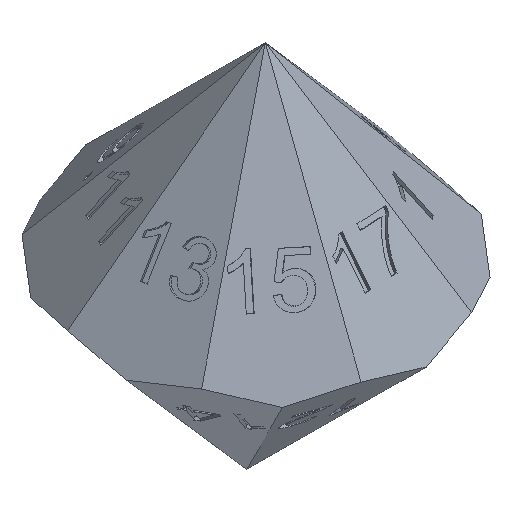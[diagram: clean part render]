
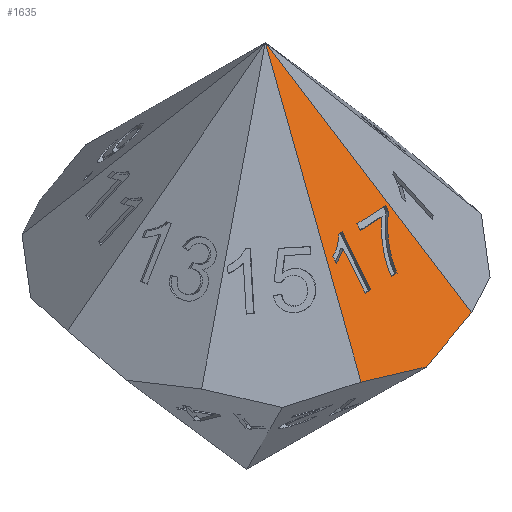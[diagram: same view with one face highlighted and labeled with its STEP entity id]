
A CAD part, isometric view. The second image highlights one B-rep face of the part: STEP entity #1635.
In plain terms, the highlighted planar face has unit normal (0.014, -0.803, 0.596).
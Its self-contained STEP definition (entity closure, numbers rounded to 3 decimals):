
#650=CARTESIAN_POINT('',(-25.061,-26.705,2.273));
#651=VERTEX_POINT('',#650);
#659=CARTESIAN_POINT('',(-21.321,-27.211,1.505));
#660=VERTEX_POINT('',#659);
#667=CARTESIAN_POINT('',(-25.061,-26.705,2.273));
#668=DIRECTION('',(0.971,-0.131,-0.2));
#669=VECTOR('',#668,3.851);
#670=LINE('',#667,#669);
#671=EDGE_CURVE('',#651,#660,#670,.T.);
#865=CARTESIAN_POINT('',(-17.637,-26.504,2.372));
#866=VERTEX_POINT('',#865);
#875=CARTESIAN_POINT('',(-21.321,-27.211,1.505));
#876=DIRECTION('',(0.957,0.184,0.225));
#877=VECTOR('',#876,3.851);
#878=LINE('',#875,#877);
#879=EDGE_CURVE('',#660,#866,#878,.T.);
#1468=CARTESIAN_POINT('',(-20.896,-36.664,-11.24));
#1469=DIRECTION('',(0.014,-0.803,0.596));
#1470=DIRECTION('',(0.027,-0.596,-0.803));
#1471=AXIS2_PLACEMENT_3D('',#1468,#1469,#1470);
#1472=PLANE('',#1471);
#1473=CARTESIAN_POINT('',(-22.394,-22.793,7.483));
#1474=VERTEX_POINT('',#1473);
#1475=CARTESIAN_POINT('',(-22.303,-24.585,5.066));
#1476=VERTEX_POINT('',#1475);
#1477=CARTESIAN_POINT('',(-22.394,-22.793,7.483));
#1478=DIRECTION('',(0.03,-0.595,-0.803));
#1479=VECTOR('',#1478,3.01);
#1480=LINE('',#1477,#1479);
#1481=EDGE_CURVE('',#1474,#1476,#1480,.T.);
#1482=ORIENTED_EDGE('',*,*,#1481,.T.);
#1483=CARTESIAN_POINT('',(-22.671,-24.596,5.06));
#1484=VERTEX_POINT('',#1483);
#1485=CARTESIAN_POINT('',(-22.303,-24.585,5.066));
#1486=DIRECTION('',(-0.999,-0.029,-0.016));
#1487=VECTOR('',#1486,0.368);
#1488=LINE('',#1485,#1487);
#1489=EDGE_CURVE('',#1476,#1484,#1488,.T.);
#1490=ORIENTED_EDGE('',*,*,#1489,.T.);
#1491=CARTESIAN_POINT('',(-22.742,-23.199,6.943));
#1492=VERTEX_POINT('',#1491);
#1493=CARTESIAN_POINT('',(-22.671,-24.596,5.06));
#1494=DIRECTION('',(-0.03,0.595,0.803));
#1495=VECTOR('',#1494,2.346);
#1496=LINE('',#1493,#1495);
#1497=EDGE_CURVE('',#1484,#1492,#1496,.T.);
#1498=ORIENTED_EDGE('',*,*,#1497,.T.);
#1499=CARTESIAN_POINT('',(-23.464,-23.485,6.575));
#1500=VERTEX_POINT('',#1499);
#1501=CARTESIAN_POINT('',(-22.742,-23.199,6.943));
#1502=CARTESIAN_POINT('',(-22.828,-23.252,6.874));
#1503=CARTESIAN_POINT('',(-22.942,-23.306,6.804));
#1504=CARTESIAN_POINT('',(-23.083,-23.36,6.734));
#1505=CARTESIAN_POINT('',(-23.224,-23.415,6.664));
#1506=CARTESIAN_POINT('',(-23.351,-23.456,6.611));
#1507=CARTESIAN_POINT('',(-23.464,-23.485,6.575));
#1508=B_SPLINE_CURVE_WITH_KNOTS('',3,(#1501,#1502,#1503,#1504,#1505,#1506,#1507),.UNSPECIFIED.,.F.,.F.,(4,3,4),(0.,0.5,1.),.UNSPECIFIED.);
#1509=EDGE_CURVE('',#1492,#1500,#1508,.T.);
#1510=ORIENTED_EDGE('',*,*,#1509,.T.);
#1511=CARTESIAN_POINT('',(-23.475,-23.273,6.861));
#1512=VERTEX_POINT('',#1511);
#1513=CARTESIAN_POINT('',(-23.464,-23.485,6.575));
#1514=DIRECTION('',(-0.03,0.595,0.803));
#1515=VECTOR('',#1514,0.356);
#1516=LINE('',#1513,#1515);
#1517=EDGE_CURVE('',#1500,#1512,#1516,.T.);
#1518=ORIENTED_EDGE('',*,*,#1517,.T.);
#1519=CARTESIAN_POINT('',(-22.631,-22.799,7.479));
#1520=VERTEX_POINT('',#1519);
#1521=CARTESIAN_POINT('',(-23.475,-23.273,6.861));
#1522=CARTESIAN_POINT('',(-23.272,-23.209,6.942));
#1523=CARTESIAN_POINT('',(-23.096,-23.134,7.039));
#1524=CARTESIAN_POINT('',(-22.946,-23.048,7.152));
#1525=CARTESIAN_POINT('',(-22.796,-22.961,7.265));
#1526=CARTESIAN_POINT('',(-22.691,-22.878,7.374));
#1527=CARTESIAN_POINT('',(-22.631,-22.799,7.479));
#1528=B_SPLINE_CURVE_WITH_KNOTS('',3,(#1521,#1522,#1523,#1524,#1525,#1526,#1527),.UNSPECIFIED.,.F.,.F.,(4,3,4),(0.,0.5,1.),.UNSPECIFIED.);
#1529=EDGE_CURVE('',#1512,#1520,#1528,.T.);
#1530=ORIENTED_EDGE('',*,*,#1529,.T.);
#1531=CARTESIAN_POINT('',(-22.631,-22.799,7.479));
#1532=DIRECTION('',(0.999,0.029,0.016));
#1533=VECTOR('',#1532,0.237);
#1534=LINE('',#1531,#1533);
#1535=EDGE_CURVE('',#1520,#1474,#1534,.T.);
#1536=ORIENTED_EDGE('',*,*,#1535,.T.);
#1537=EDGE_LOOP('',(#1482,#1490,#1498,#1510,#1518,#1530,#1536));
#1538=FACE_BOUND('',#1537,.T.);
#1539=ORIENTED_EDGE('',*,*,#671,.T.);
#1540=ORIENTED_EDGE('',*,*,#879,.T.);
#1541=CARTESIAN_POINT('',(-21.774,-17.152,15.067));
#1542=VERTEX_POINT('',#1541);
#1543=CARTESIAN_POINT('',(-21.774,-17.152,15.067));
#1544=DIRECTION('',(0.254,-0.574,-0.779));
#1545=VECTOR('',#1544,16.302);
#1546=LINE('',#1543,#1545);
#1547=EDGE_CURVE('',#1542,#866,#1546,.T.);
#1548=ORIENTED_EDGE('',*,*,#1547,.F.);
#1549=CARTESIAN_POINT('',(-21.774,-17.152,15.067));
#1550=DIRECTION('',(-0.202,-0.586,-0.785));
#1551=VECTOR('',#1550,16.302);
#1552=LINE('',#1549,#1551);
#1553=EDGE_CURVE('',#1542,#651,#1552,.T.);
#1554=ORIENTED_EDGE('',*,*,#1553,.T.);
#1555=EDGE_LOOP('',(#1539,#1540,#1548,#1554));
#1556=FACE_BOUND('',#1555,.T.);
#1557=CARTESIAN_POINT('',(-20.423,-24.039,5.758));
#1558=VERTEX_POINT('',#1557);
#1559=CARTESIAN_POINT('',(-20.539,-24.534,5.094));
#1560=VERTEX_POINT('',#1559);
#1561=CARTESIAN_POINT('',(-20.423,-24.039,5.758));
#1562=CARTESIAN_POINT('',(-20.489,-24.19,5.555));
#1563=CARTESIAN_POINT('',(-20.528,-24.355,5.334));
#1564=CARTESIAN_POINT('',(-20.539,-24.534,5.094));
#1565=B_SPLINE_CURVE_WITH_KNOTS('',3,(#1561,#1562,#1563,#1564),.UNSPECIFIED.,.F.,.F.,(4,4),(0.739,1.),.UNSPECIFIED.);
#1566=EDGE_CURVE('',#1558,#1560,#1565,.T.);
#1567=ORIENTED_EDGE('',*,*,#1566,.T.);
#1568=CARTESIAN_POINT('',(-20.917,-24.545,5.088));
#1569=VERTEX_POINT('',#1568);
#1570=CARTESIAN_POINT('',(-20.539,-24.534,5.094));
#1571=DIRECTION('',(-0.999,-0.029,-0.016));
#1572=VECTOR('',#1571,0.378);
#1573=LINE('',#1570,#1572);
#1574=EDGE_CURVE('',#1560,#1569,#1573,.T.);
#1575=ORIENTED_EDGE('',*,*,#1574,.T.);
#1576=CARTESIAN_POINT('',(-19.948,-22.963,7.196));
#1577=VERTEX_POINT('',#1576);
#1578=CARTESIAN_POINT('',(-20.917,-24.545,5.088));
#1579=CARTESIAN_POINT('',(-20.92,-24.404,5.277));
#1580=CARTESIAN_POINT('',(-20.883,-24.233,5.507));
#1581=CARTESIAN_POINT('',(-20.804,-24.032,5.776));
#1582=CARTESIAN_POINT('',(-20.726,-23.83,6.046));
#1583=CARTESIAN_POINT('',(-20.608,-23.635,6.307));
#1584=CARTESIAN_POINT('',(-20.452,-23.445,6.558));
#1585=CARTESIAN_POINT('',(-20.296,-23.256,6.81));
#1586=CARTESIAN_POINT('',(-20.128,-23.095,7.023));
#1587=CARTESIAN_POINT('',(-19.948,-22.963,7.196));
#1588=B_SPLINE_CURVE_WITH_KNOTS('',3,(#1578,#1579,#1580,#1581,#1582,#1583,#1584,#1585,#1586,#1587),.UNSPECIFIED.,.F.,.F.,(4,3,3,4),(0.,0.333,0.667,1.),.UNSPECIFIED.);
#1589=EDGE_CURVE('',#1569,#1577,#1588,.T.);
#1590=ORIENTED_EDGE('',*,*,#1589,.T.);
#1591=CARTESIAN_POINT('',(-21.415,-23.005,7.173));
#1592=VERTEX_POINT('',#1591);
#1593=CARTESIAN_POINT('',(-19.948,-22.963,7.196));
#1594=DIRECTION('',(-0.999,-0.029,-0.016));
#1595=VECTOR('',#1594,1.468);
#1596=LINE('',#1593,#1595);
#1597=EDGE_CURVE('',#1577,#1592,#1596,.T.);
#1598=ORIENTED_EDGE('',*,*,#1597,.T.);
#1599=CARTESIAN_POINT('',(-21.426,-22.795,7.457));
#1600=VERTEX_POINT('',#1599);
#1601=CARTESIAN_POINT('',(-21.415,-23.005,7.173));
#1602=DIRECTION('',(-0.03,0.595,0.803));
#1603=VECTOR('',#1602,0.354);
#1604=LINE('',#1601,#1603);
#1605=EDGE_CURVE('',#1592,#1600,#1604,.T.);
#1606=ORIENTED_EDGE('',*,*,#1605,.T.);
#1607=CARTESIAN_POINT('',(-19.486,-22.738,7.488));
#1608=VERTEX_POINT('',#1607);
#1609=CARTESIAN_POINT('',(-21.426,-22.795,7.457));
#1610=DIRECTION('',(0.999,0.029,0.016));
#1611=VECTOR('',#1610,1.941);
#1612=LINE('',#1609,#1611);
#1613=EDGE_CURVE('',#1600,#1608,#1612,.T.);
#1614=ORIENTED_EDGE('',*,*,#1613,.T.);
#1615=CARTESIAN_POINT('',(-19.478,-22.909,7.258));
#1616=VERTEX_POINT('',#1615);
#1617=CARTESIAN_POINT('',(-19.486,-22.738,7.488));
#1618=DIRECTION('',(0.03,-0.595,-0.803));
#1619=VECTOR('',#1618,0.286);
#1620=LINE('',#1617,#1619);
#1621=EDGE_CURVE('',#1608,#1616,#1620,.T.);
#1622=ORIENTED_EDGE('',*,*,#1621,.T.);
#1623=CARTESIAN_POINT('',(-19.478,-22.909,7.258));
#1624=CARTESIAN_POINT('',(-19.662,-23.035,7.092));
#1625=CARTESIAN_POINT('',(-19.843,-23.202,6.872));
#1626=CARTESIAN_POINT('',(-20.02,-23.408,6.599));
#1627=CARTESIAN_POINT('',(-20.197,-23.613,6.326));
#1628=CARTESIAN_POINT('',(-20.332,-23.824,6.045));
#1629=CARTESIAN_POINT('',(-20.423,-24.039,5.758));
#1630=B_SPLINE_CURVE_WITH_KNOTS('',3,(#1623,#1624,#1625,#1626,#1627,#1628,#1629),.UNSPECIFIED.,.F.,.F.,(4,3,4),(0.,0.37,0.739),.UNSPECIFIED.);
#1631=EDGE_CURVE('',#1616,#1558,#1630,.T.);
#1632=ORIENTED_EDGE('',*,*,#1631,.T.);
#1633=EDGE_LOOP('',(#1567,#1575,#1590,#1598,#1606,#1614,#1622,#1632));
#1634=FACE_BOUND('',#1633,.T.);
#1635=ADVANCED_FACE('',(#1538,#1556,#1634),#1472,.T.);
